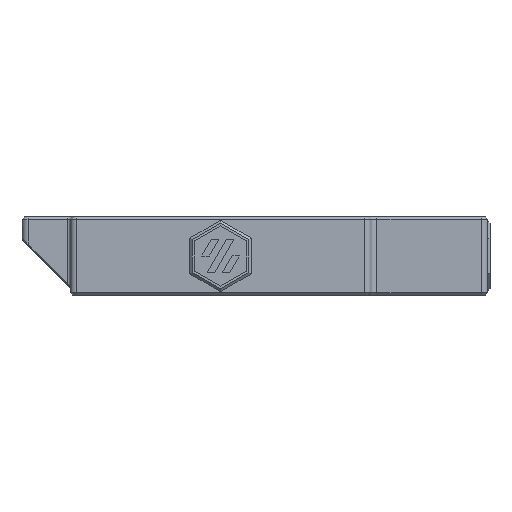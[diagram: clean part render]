
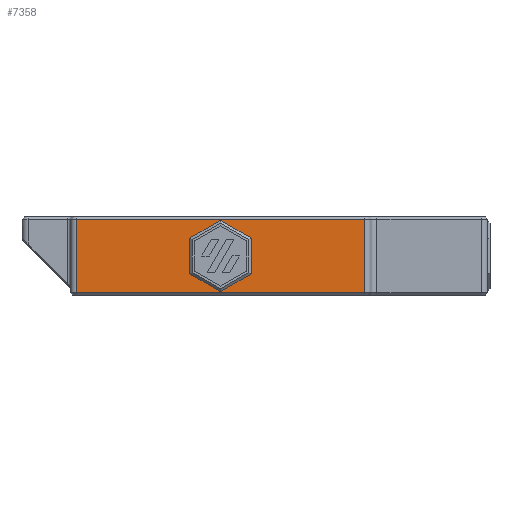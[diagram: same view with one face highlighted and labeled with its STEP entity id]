
A CAD part, front view. The second image highlights one B-rep face of the part: STEP entity #7358.
In plain terms, the highlighted planar face has unit normal (0, -1, 0).
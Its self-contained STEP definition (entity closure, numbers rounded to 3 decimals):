
#468=FACE_BOUND('',#1040,.T.);
#584=FACE_OUTER_BOUND('',#1039,.T.);
#1039=EDGE_LOOP('',(#5256,#5257,#5258,#5259));
#1040=EDGE_LOOP('',(#5260,#5261,#5262,#5263,#5264,#5265));
#1477=LINE('',#10513,#2298);
#1481=LINE('',#10520,#2302);
#1484=LINE('',#10526,#2305);
#1487=LINE('',#10532,#2308);
#1488=LINE('',#10535,#2309);
#1491=LINE('',#10540,#2312);
#1673=LINE('',#10922,#2494);
#1674=LINE('',#10924,#2495);
#1675=LINE('',#10926,#2496);
#1676=LINE('',#10927,#2497);
#2298=VECTOR('',#8445,10.);
#2302=VECTOR('',#8451,10.);
#2305=VECTOR('',#8456,10.);
#2308=VECTOR('',#8461,10.);
#2309=VECTOR('',#8464,10.);
#2312=VECTOR('',#8469,10.);
#2494=VECTOR('',#8803,10.);
#2495=VECTOR('',#8804,10.);
#2496=VECTOR('',#8805,10.);
#2497=VECTOR('',#8806,10.);
#3101=VERTEX_POINT('',#10510);
#3102=VERTEX_POINT('',#10512);
#3104=VERTEX_POINT('',#10518);
#3106=VERTEX_POINT('',#10524);
#3108=VERTEX_POINT('',#10530);
#3109=VERTEX_POINT('',#10534);
#3233=VERTEX_POINT('',#10920);
#3234=VERTEX_POINT('',#10921);
#3235=VERTEX_POINT('',#10923);
#3236=VERTEX_POINT('',#10925);
#3779=EDGE_CURVE('',#3102,#3101,#1477,.T.);
#3783=EDGE_CURVE('',#3101,#3104,#1481,.T.);
#3786=EDGE_CURVE('',#3104,#3106,#1484,.T.);
#3789=EDGE_CURVE('',#3106,#3108,#1487,.T.);
#3790=EDGE_CURVE('',#3108,#3109,#1488,.T.);
#3793=EDGE_CURVE('',#3109,#3102,#1491,.T.);
#3977=EDGE_CURVE('',#3233,#3234,#1673,.T.);
#3978=EDGE_CURVE('',#3235,#3233,#1674,.T.);
#3979=EDGE_CURVE('',#3236,#3235,#1675,.T.);
#3980=EDGE_CURVE('',#3236,#3234,#1676,.T.);
#5256=ORIENTED_EDGE('',*,*,#3977,.F.);
#5257=ORIENTED_EDGE('',*,*,#3978,.F.);
#5258=ORIENTED_EDGE('',*,*,#3979,.F.);
#5259=ORIENTED_EDGE('',*,*,#3980,.T.);
#5260=ORIENTED_EDGE('',*,*,#3786,.T.);
#5261=ORIENTED_EDGE('',*,*,#3789,.T.);
#5262=ORIENTED_EDGE('',*,*,#3790,.T.);
#5263=ORIENTED_EDGE('',*,*,#3793,.T.);
#5264=ORIENTED_EDGE('',*,*,#3779,.T.);
#5265=ORIENTED_EDGE('',*,*,#3783,.T.);
#7084=PLANE('',#7822);
#7358=ADVANCED_FACE('',(#584,#468),#7084,.T.);
#7822=AXIS2_PLACEMENT_3D('',#10919,#8801,#8802);
#8445=DIRECTION('',(-0.866,0.,-0.5));
#8451=DIRECTION('',(-0.866,0.,0.5));
#8456=DIRECTION('',(0.,0.,1.));
#8461=DIRECTION('',(0.866,0.,0.5));
#8464=DIRECTION('',(0.866,0.,-0.5));
#8469=DIRECTION('',(0.,0.,-1.));
#8801=DIRECTION('center_axis',(0.,-1.,0.));
#8802=DIRECTION('ref_axis',(1.,0.,0.));
#8803=DIRECTION('',(1.,0.,0.));
#8804=DIRECTION('',(0.,0.,1.));
#8805=DIRECTION('',(-1.,0.,0.));
#8806=DIRECTION('',(0.,0.,1.));
#10510=CARTESIAN_POINT('',(25.,0.,0.576));
#10512=CARTESIAN_POINT('',(30.13,0.,3.538));
#10513=CARTESIAN_POINT('',(15.875,0.,-4.692));
#10518=CARTESIAN_POINT('',(19.87,0.,3.538));
#10520=CARTESIAN_POINT('',(13.56,0.,7.181));
#10524=CARTESIAN_POINT('',(19.87,0.,9.462));
#10526=CARTESIAN_POINT('',(19.87,0.,4.731));
#10530=CARTESIAN_POINT('',(25.,0.,12.424));
#10532=CARTESIAN_POINT('',(13.31,0.,5.675));
#10534=CARTESIAN_POINT('',(30.13,0.,9.462));
#10535=CARTESIAN_POINT('',(21.255,0.,14.586));
#10540=CARTESIAN_POINT('',(30.13,0.,1.769));
#10919=CARTESIAN_POINT('Origin',(1.,0.,0.));
#10920=CARTESIAN_POINT('',(1.,0.,12.6));
#10921=CARTESIAN_POINT('',(49.,0.,12.6));
#10922=CARTESIAN_POINT('',(15.85,0.,12.6));
#10923=CARTESIAN_POINT('',(1.,0.,0.4));
#10924=CARTESIAN_POINT('',(1.,0.,0.));
#10925=CARTESIAN_POINT('',(49.,0.,0.4));
#10926=CARTESIAN_POINT('',(15.85,0.,0.4));
#10927=CARTESIAN_POINT('',(49.,0.,0.));
